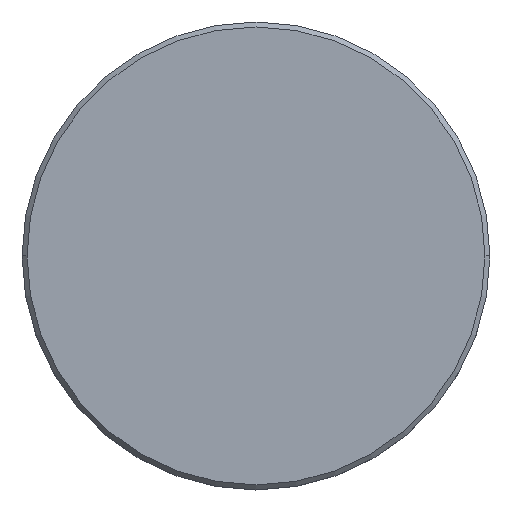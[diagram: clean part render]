
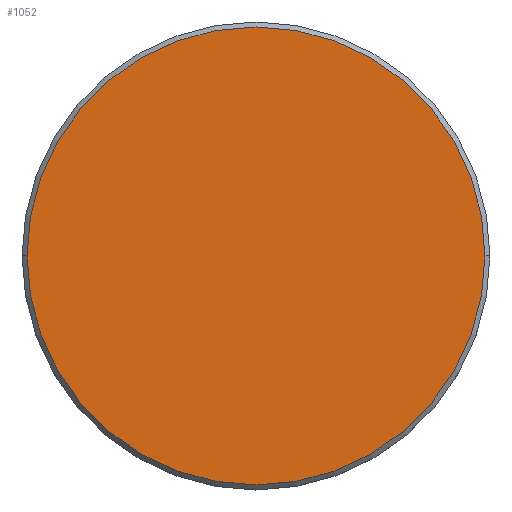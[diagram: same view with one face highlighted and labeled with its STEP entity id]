
A CAD part, top view. The second image highlights one B-rep face of the part: STEP entity #1052.
In plain terms, the highlighted planar face has unit normal (0, 0, 1).
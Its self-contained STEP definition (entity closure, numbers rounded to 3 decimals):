
#5 = EDGE_CURVE ( 'NONE', #938, #208, #1140, .T. ) ;
#9 = DIRECTION ( 'NONE',  ( 1., 0., 0. ) ) ;
#56 = CARTESIAN_POINT ( 'NONE',  ( 0., 0., 0. ) ) ;
#131 = AXIS2_PLACEMENT_3D ( 'NONE', #677, #1148, #872 ) ;
#201 = AXIS2_PLACEMENT_3D ( 'NONE', #56, #506, #789 ) ;
#208 = VERTEX_POINT ( 'NONE', #804 ) ;
#432 = AXIS2_PLACEMENT_3D ( 'NONE', #902, #645, #9 ) ;
#433 = PLANE ( 'NONE',  #201 ) ;
#482 = ORIENTED_EDGE ( 'NONE', *, *, #1146, .T. ) ;
#488 = EDGE_LOOP ( 'NONE', ( #744, #482 ) ) ;
#506 = DIRECTION ( 'NONE',  ( 0., 0., 1. ) ) ;
#645 = DIRECTION ( 'NONE',  ( 0., 0., 1. ) ) ;
#673 = CIRCLE ( 'NONE', #432, 23. ) ;
#677 = CARTESIAN_POINT ( 'NONE',  ( 0., 0., 0. ) ) ;
#744 = ORIENTED_EDGE ( 'NONE', *, *, #5, .T. ) ;
#765 = CARTESIAN_POINT ( 'NONE',  ( -23., 0., 0. ) ) ;
#789 = DIRECTION ( 'NONE',  ( 1., 0., 0. ) ) ;
#804 = CARTESIAN_POINT ( 'NONE',  ( 23., 0., 0. ) ) ;
#872 = DIRECTION ( 'NONE',  ( 1., 0., 0. ) ) ;
#902 = CARTESIAN_POINT ( 'NONE',  ( 0., 0., 0. ) ) ;
#938 = VERTEX_POINT ( 'NONE', #765 ) ;
#1052 = ADVANCED_FACE ( 'NONE', ( #1054 ), #433, .T. ) ;
#1054 = FACE_OUTER_BOUND ( 'NONE', #488, .T. ) ;
#1140 = CIRCLE ( 'NONE', #131, 23. ) ;
#1146 = EDGE_CURVE ( 'NONE', #208, #938, #673, .T. ) ;
#1148 = DIRECTION ( 'NONE',  ( 0., 0., 1. ) ) ;
